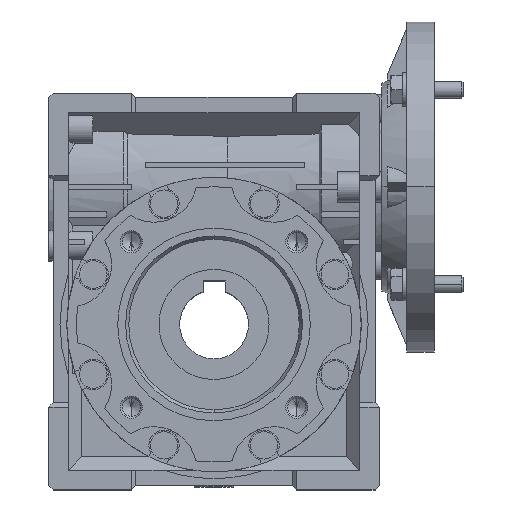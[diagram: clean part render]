
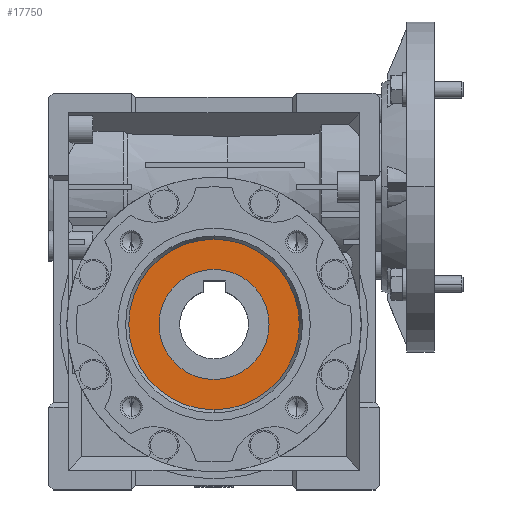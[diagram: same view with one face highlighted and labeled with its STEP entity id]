
A CAD part, top view. The second image highlights one B-rep face of the part: STEP entity #17750.
In plain terms, the highlighted planar face has unit normal (0, 0, 1).
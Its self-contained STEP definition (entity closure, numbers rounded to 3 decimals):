
#1795 = ORIENTED_EDGE ( 'NONE', *, *, #28111, .T. ) ;
#2787 = AXIS2_PLACEMENT_3D ( 'NONE', #11943, #25219, #22467 ) ;
#2904 = CIRCLE ( 'NONE', #8418, 31. ) ;
#3629 = VERTEX_POINT ( 'NONE', #28709 ) ;
#4485 = DIRECTION ( 'NONE',  ( 0., 1., 0. ) ) ;
#7916 = CARTESIAN_POINT ( 'NONE',  ( 0., 20., 44. ) ) ;
#8259 = CARTESIAN_POINT ( 'NONE',  ( 0., 0., 44. ) ) ;
#8418 = AXIS2_PLACEMENT_3D ( 'NONE', #31854, #16596, #29074 ) ;
#9475 = VERTEX_POINT ( 'NONE', #26279 ) ;
#9679 = DIRECTION ( 'NONE',  ( 0., 0., -1. ) ) ;
#10032 = FACE_BOUND ( 'NONE', #23256, .T. ) ;
#10491 = CIRCLE ( 'NONE', #2787, 20. ) ;
#10844 = DIRECTION ( 'NONE',  ( 0., 1., 0. ) ) ;
#10933 = ORIENTED_EDGE ( 'NONE', *, *, #24188, .T. ) ;
#11943 = CARTESIAN_POINT ( 'NONE',  ( 0., 0., 44. ) ) ;
#12791 = FACE_OUTER_BOUND ( 'NONE', #21853, .T. ) ;
#13241 = ORIENTED_EDGE ( 'NONE', *, *, #28229, .T. ) ;
#15379 = PLANE ( 'NONE',  #21004 ) ;
#16041 = DIRECTION ( 'NONE',  ( 0., 1., 0. ) ) ;
#16217 = DIRECTION ( 'NONE',  ( 0., 0., 1. ) ) ;
#16596 = DIRECTION ( 'NONE',  ( 0., 0., 1. ) ) ;
#17393 = CIRCLE ( 'NONE', #17953, 31. ) ;
#17750 = ADVANCED_FACE ( 'NONE', ( #12791, #10032 ), #15379, .T. ) ;
#17953 = AXIS2_PLACEMENT_3D ( 'NONE', #8259, #21199, #10844 ) ;
#18988 = EDGE_CURVE ( 'NONE', #3629, #31076, #10491, .T. ) ;
#21004 = AXIS2_PLACEMENT_3D ( 'NONE', #25895, #16217, #16041 ) ;
#21199 = DIRECTION ( 'NONE',  ( 0., 0., 1. ) ) ;
#21853 = EDGE_LOOP ( 'NONE', ( #13241, #10933 ) ) ;
#22288 = VERTEX_POINT ( 'NONE', #27998 ) ;
#22467 = DIRECTION ( 'NONE',  ( 0., 1., 0. ) ) ;
#22792 = CARTESIAN_POINT ( 'NONE',  ( 0., 0., 44. ) ) ;
#23256 = EDGE_LOOP ( 'NONE', ( #1795, #29513 ) ) ;
#23978 = CIRCLE ( 'NONE', #28409, 20. ) ;
#24188 = EDGE_CURVE ( 'NONE', #9475, #22288, #2904, .T. ) ;
#25219 = DIRECTION ( 'NONE',  ( 0., 0., -1. ) ) ;
#25895 = CARTESIAN_POINT ( 'NONE',  ( -31., 0., 44. ) ) ;
#26279 = CARTESIAN_POINT ( 'NONE',  ( 0., -31., 44. ) ) ;
#27998 = CARTESIAN_POINT ( 'NONE',  ( 0., 31., 44. ) ) ;
#28111 = EDGE_CURVE ( 'NONE', #31076, #3629, #23978, .T. ) ;
#28229 = EDGE_CURVE ( 'NONE', #22288, #9475, #17393, .T. ) ;
#28409 = AXIS2_PLACEMENT_3D ( 'NONE', #22792, #9679, #4485 ) ;
#28709 = CARTESIAN_POINT ( 'NONE',  ( 0., -20., 44. ) ) ;
#29074 = DIRECTION ( 'NONE',  ( 0., 1., 0. ) ) ;
#29513 = ORIENTED_EDGE ( 'NONE', *, *, #18988, .T. ) ;
#31076 = VERTEX_POINT ( 'NONE', #7916 ) ;
#31854 = CARTESIAN_POINT ( 'NONE',  ( 0., 0., 44. ) ) ;
